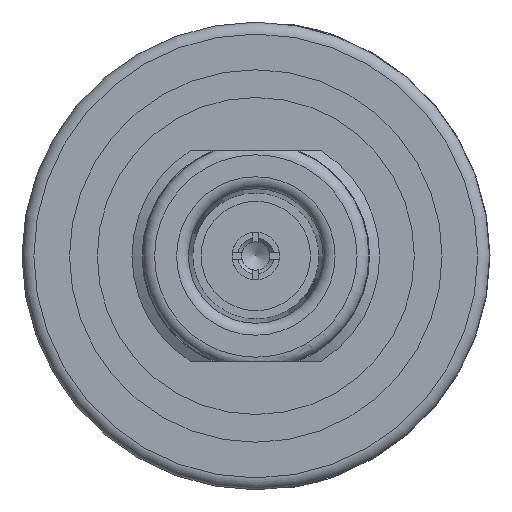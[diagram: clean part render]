
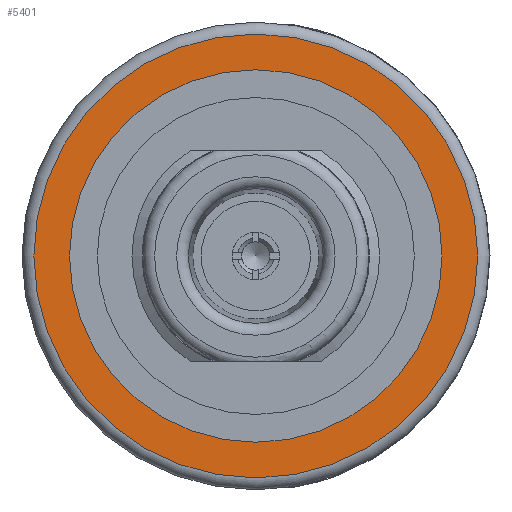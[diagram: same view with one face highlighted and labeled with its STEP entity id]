
A CAD part, left-side view. The second image highlights one B-rep face of the part: STEP entity #5401.
In plain terms, the highlighted planar face has unit normal (-1, 0, 0).
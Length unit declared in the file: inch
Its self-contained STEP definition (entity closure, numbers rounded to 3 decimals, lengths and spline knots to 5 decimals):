
#326 = CARTESIAN_POINT ( 'NONE',  ( -0.53, 0., 0.47 ) ) ;
#765 = FACE_BOUND ( 'NONE', #8636, .T. ) ;
#1462 = DIRECTION ( 'NONE',  ( 0., 0., 1. ) ) ;
#1804 = CIRCLE ( 'NONE', #4796, 0.56 ) ;
#2399 = CARTESIAN_POINT ( 'NONE',  ( -0.53, 0., 0. ) ) ;
#2652 = ORIENTED_EDGE ( 'NONE', *, *, #9410, .T. ) ;
#2684 = DIRECTION ( 'NONE',  ( -1., 0., 0. ) ) ;
#2925 = EDGE_CURVE ( 'NONE', #10751, #10751, #8505, .T. ) ;
#4581 = FACE_OUTER_BOUND ( 'NONE', #4638, .T. ) ;
#4638 = EDGE_LOOP ( 'NONE', ( #2652 ) ) ;
#4698 = DIRECTION ( 'NONE',  ( 0., 0., -1. ) ) ;
#4796 = AXIS2_PLACEMENT_3D ( 'NONE', #2399, #11878, #1462 ) ;
#5377 = CARTESIAN_POINT ( 'NONE',  ( -0.53, 0., 0. ) ) ;
#5401 = ADVANCED_FACE ( 'NONE', ( #765, #4581 ), #12188, .F. ) ;
#5651 = DIRECTION ( 'NONE',  ( 1., 0., 0. ) ) ;
#5904 = AXIS2_PLACEMENT_3D ( 'NONE', #5377, #2684, #8252 ) ;
#7737 = VERTEX_POINT ( 'NONE', #10100 ) ;
#8252 = DIRECTION ( 'NONE',  ( 0., 0., 1. ) ) ;
#8505 = CIRCLE ( 'NONE', #5904, 0.47 ) ;
#8636 = EDGE_LOOP ( 'NONE', ( #9107 ) ) ;
#9107 = ORIENTED_EDGE ( 'NONE', *, *, #2925, .F. ) ;
#9410 = EDGE_CURVE ( 'NONE', #7737, #7737, #1804, .T. ) ;
#10100 = CARTESIAN_POINT ( 'NONE',  ( -0.53, 0., 0.56 ) ) ;
#10751 = VERTEX_POINT ( 'NONE', #326 ) ;
#11259 = CARTESIAN_POINT ( 'NONE',  ( -0.53, 0.47, 0. ) ) ;
#11522 = AXIS2_PLACEMENT_3D ( 'NONE', #11259, #5651, #4698 ) ;
#11878 = DIRECTION ( 'NONE',  ( -1., 0., 0. ) ) ;
#12188 = PLANE ( 'NONE',  #11522 ) ;
